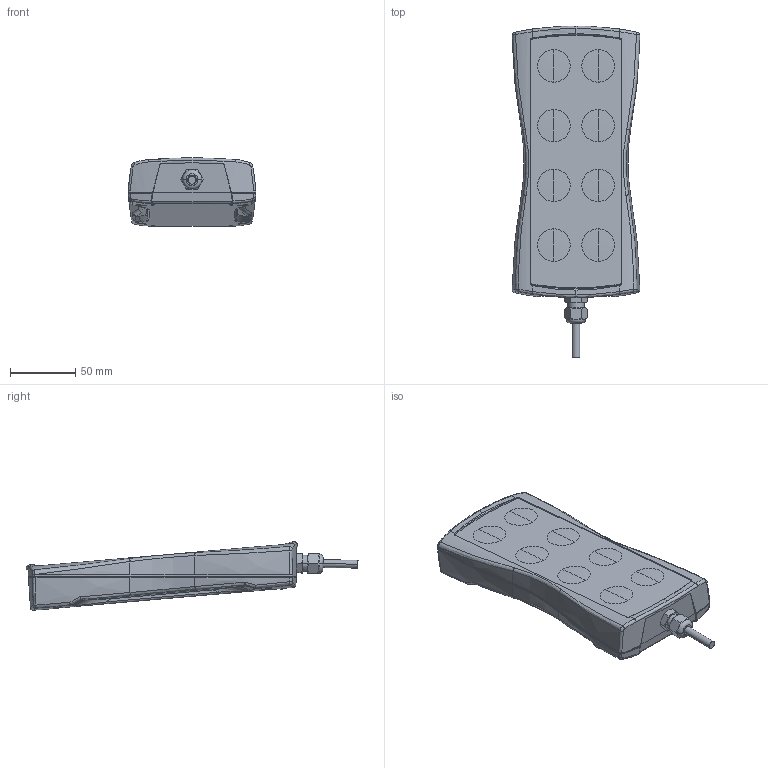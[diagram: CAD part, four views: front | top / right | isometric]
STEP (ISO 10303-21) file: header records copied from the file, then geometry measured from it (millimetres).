
FILE_DESCRIPTION (( 'STEP AP203' ), '1' );
FILE_NAME ('Streamline.STEP', '2011-11-03T07:31:30', ( '.' ), ( '.' ), 'SwSTEP 2.0', 'SolidWorks 2008', '' );
FILE_SCHEMA (( 'CONFIG_CONTROL_DESIGN' ));
Length unit declared in the file: millimetre
Products named in the file (1): Streamline
Bounding box: 98.02 x 254.73 x 52.51 mm (x, y, z)
Volume: 586081.5 mm3; surface area: 58217.6 mm2
Topology: 1 solids, 1 shells, 382 faces, 1031 edges, 652 vertices
Faces by surface type: bspline 132, plane 103, cone 77, cylinder 44, torus 18, sphere 8
Entity records: 19452 total; most frequent: CARTESIAN_POINT 11038, ORIENTED_EDGE 2014, DIRECTION 1311, EDGE_CURVE 1007, VERTEX_POINT 652, AXIS2_PLACEMENT_3D 520, B_SPLINE_CURVE_WITH_KNOTS 456, EDGE_LOOP 407
